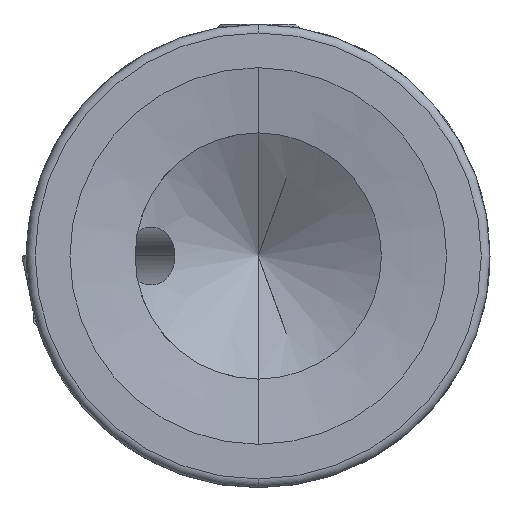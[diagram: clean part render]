
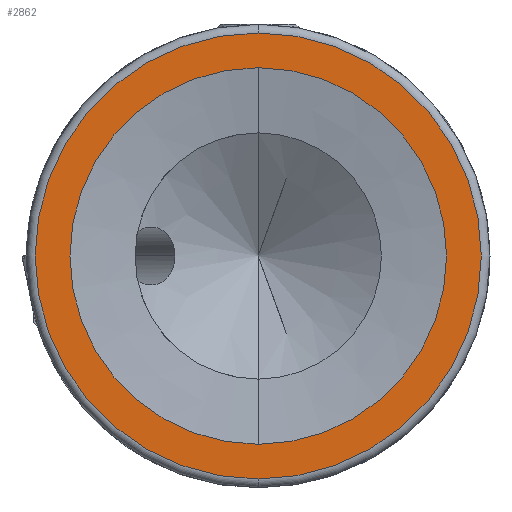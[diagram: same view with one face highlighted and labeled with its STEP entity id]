
A CAD part, left-side view. The second image highlights one B-rep face of the part: STEP entity #2862.
In plain terms, the highlighted planar face has unit normal (-1, 0, 0).
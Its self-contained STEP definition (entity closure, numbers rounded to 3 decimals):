
#375 = ORIENTED_EDGE ( 'NONE', *, *, #1366, .F. ) ;
#376 = ORIENTED_EDGE ( 'NONE', *, *, #1331, .F. ) ;
#377 = ORIENTED_EDGE ( 'NONE', *, *, #1330, .T. ) ;
#378 = ORIENTED_EDGE ( 'NONE', *, *, #1318, .T. ) ;
#564 = EDGE_LOOP ( 'NONE', ( #377, #378 ) ) ;
#574 = EDGE_LOOP ( 'NONE', ( #375, #376 ) ) ;
#1318 = EDGE_CURVE ( 'NONE', #3285, #3284, #10320, .T. ) ;
#1330 = EDGE_CURVE ( 'NONE', #3284, #3285, #10335, .T. ) ;
#1331 = EDGE_CURVE ( 'NONE', #3278, #3279, #10337, .T. ) ;
#1366 = EDGE_CURVE ( 'NONE', #3279, #3278, #10371, .T. ) ;
#2862 = ADVANCED_FACE ( 'NONE', ( #15128, #15123 ), #19359, .F. ) ;
#3278 = VERTEX_POINT ( 'NONE', #20072 ) ;
#3279 = VERTEX_POINT ( 'NONE', #20073 ) ;
#3284 = VERTEX_POINT ( 'NONE', #20078 ) ;
#3285 = VERTEX_POINT ( 'NONE', #20079 ) ;
#10320 = CIRCLE ( 'NONE', #11649, 7.7 ) ;
#10335 = CIRCLE ( 'NONE', #11656, 7.7 ) ;
#10337 = CIRCLE ( 'NONE', #11657, 6.5 ) ;
#10371 = CIRCLE ( 'NONE', #11675, 6.5 ) ;
#11649 = AXIS2_PLACEMENT_3D ( 'NONE', #12982, #12983, #12984 ) ;
#11656 = AXIS2_PLACEMENT_3D ( 'NONE', #13019, #13020, #13021 ) ;
#11657 = AXIS2_PLACEMENT_3D ( 'NONE', #13024, #13025, #13026 ) ;
#11675 = AXIS2_PLACEMENT_3D ( 'NONE', #13171, #13172, #13173 ) ;
#12982 = CARTESIAN_POINT ( 'NONE',  ( -17., 0., 0. ) ) ;
#12983 = DIRECTION ( 'NONE',  ( -1., 0., 0. ) ) ;
#12984 = DIRECTION ( 'NONE',  ( 0., 0., 1. ) ) ;
#13019 = CARTESIAN_POINT ( 'NONE',  ( -17., 0., 0. ) ) ;
#13020 = DIRECTION ( 'NONE',  ( -1., 0., 0. ) ) ;
#13021 = DIRECTION ( 'NONE',  ( 0., 0., 1. ) ) ;
#13024 = CARTESIAN_POINT ( 'NONE',  ( -17., 0., 0. ) ) ;
#13025 = DIRECTION ( 'NONE',  ( -1., 0., 0. ) ) ;
#13026 = DIRECTION ( 'NONE',  ( 0., 0., 1. ) ) ;
#13171 = CARTESIAN_POINT ( 'NONE',  ( -17., 0., 0. ) ) ;
#13172 = DIRECTION ( 'NONE',  ( -1., 0., 0. ) ) ;
#13173 = DIRECTION ( 'NONE',  ( 0., 0., 1. ) ) ;
#15123 = FACE_OUTER_BOUND ( 'NONE', #564, .T. ) ;
#15128 = FACE_BOUND ( 'NONE', #574, .T. ) ;
#17281 = AXIS2_PLACEMENT_3D ( 'NONE', #19353, #19361, #19362 ) ;
#19353 = CARTESIAN_POINT ( 'NONE',  ( -17., 6.5, 0. ) ) ;
#19359 = PLANE ( 'NONE',  #17281 ) ;
#19361 = DIRECTION ( 'NONE',  ( 1., 0., 0. ) ) ;
#19362 = DIRECTION ( 'NONE',  ( 0., 0., -1. ) ) ;
#20072 = CARTESIAN_POINT ( 'NONE',  ( -17., 0., -6.5 ) ) ;
#20073 = CARTESIAN_POINT ( 'NONE',  ( -17., 0., 6.5 ) ) ;
#20078 = CARTESIAN_POINT ( 'NONE',  ( -17., 0., 7.7 ) ) ;
#20079 = CARTESIAN_POINT ( 'NONE',  ( -17., 0., -7.7 ) ) ;
